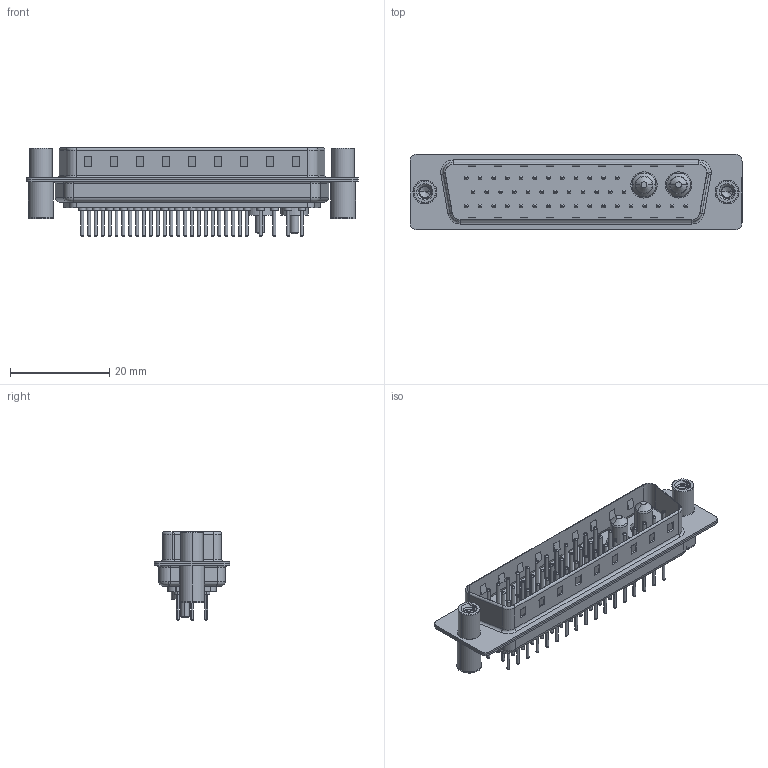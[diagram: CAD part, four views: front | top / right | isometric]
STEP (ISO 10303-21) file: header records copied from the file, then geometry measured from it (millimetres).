
FILE_DESCRIPTION (( 'STEP AP203' ), '1' );
FILE_NAME ('627-43W2224-1N4.STEP', '2019-06-19T22:02:48', ( '' ), ( '' ), 'SwSTEP 2.0', 'SolidWorks 2016', '' );
FILE_SCHEMA (( 'CONFIG_CONTROL_DESIGN' ));
Length unit declared in the file: millimetre
Products named in the file (9): 627Combo Threaded Standoff and Board Spacer_4; Power Pin_10A S; 627Combo Contact Row 1_24; 627Combo Contact Row 2_24; 627Combo Contact Row 3_24; 627-43W2224-1N4; 627Combo Housing_43W2; 627Combo Shell Rear_50 Contacts; 627Combo Shell Front_50 Contacts
Assembly tree (48 placements, depth 2):
  627-43W2224-1N4
    627Combo Housing_43W2
    627Combo Shell Rear_50 Contacts
    627Combo Shell Front_50 Contacts
    627Combo Threaded Standoff and Board Spacer_4  x2
    Power Pin_10A S  x2
    627Combo Contact Row 1_24  x12
    627Combo Contact Row 2_24  x12
    627Combo Contact Row 3_24  x17
Bounding box: 67 x 15.3 x 17.9 mm (x, y, z)
Volume: 4921.7 mm3; surface area: 11240 mm2
Topology: 50 solids, 50 shells, 2095 faces, 4487 edges, 2712 vertices
Faces by surface type: cylinder 805, torus 714, plane 516, cone 44, bspline 16
Entity records: 30126 total; most frequent: CARTESIAN_POINT 6693, DIRECTION 4841, ORIENTED_EDGE 4172, EDGE_CURVE 2086, AXIS2_PLACEMENT_3D 1934, VERTEX_POINT 1331, EDGE_LOOP 1125, CIRCLE 1009
